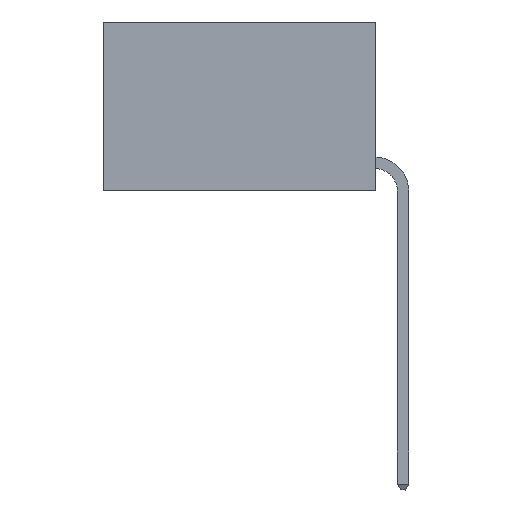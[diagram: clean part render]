
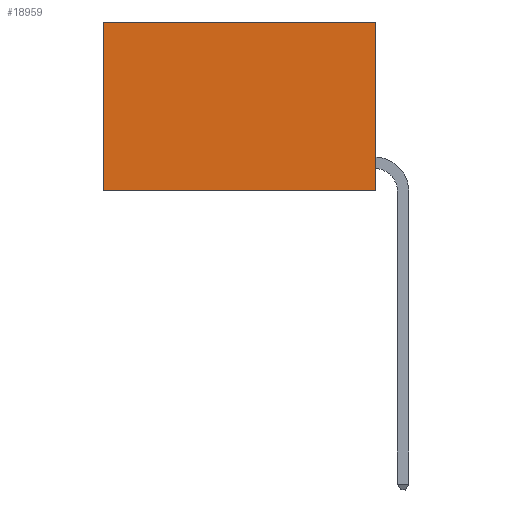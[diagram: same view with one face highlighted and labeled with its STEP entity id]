
A CAD part, left-side view. The second image highlights one B-rep face of the part: STEP entity #18959.
In plain terms, the highlighted planar face has unit normal (-1, 0, 0).
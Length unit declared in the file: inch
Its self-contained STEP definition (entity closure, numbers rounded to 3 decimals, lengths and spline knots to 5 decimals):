
#249 = CARTESIAN_POINT ( 'NONE',  ( 0.2625, 0., 0. ) ) ;
#1354 = CARTESIAN_POINT ( 'NONE',  ( 0.2625, 0.6, 0. ) ) ;
#1375 = VERTEX_POINT ( 'NONE', #4085 ) ;
#1838 = PLANE ( 'NONE',  #10860 ) ;
#1880 = LINE ( 'NONE', #5866, #10833 ) ;
#2744 = ORIENTED_EDGE ( 'NONE', *, *, #15521, .F. ) ;
#3544 = LINE ( 'NONE', #249, #13137 ) ;
#3898 = CARTESIAN_POINT ( 'NONE',  ( 0.2625, 0.6, -0.37 ) ) ;
#3936 = VERTEX_POINT ( 'NONE', #7811 ) ;
#4085 = CARTESIAN_POINT ( 'NONE',  ( 0.2625, 0.6, 0. ) ) ;
#4162 = EDGE_LOOP ( 'NONE', ( #22282, #2744, #20144, #16448 ) ) ;
#5848 = LINE ( 'NONE', #21131, #14872 ) ;
#5866 = CARTESIAN_POINT ( 'NONE',  ( 0.2625, 0., -0.37 ) ) ;
#7214 = DIRECTION ( 'NONE',  ( 0., 0., -1. ) ) ;
#7811 = CARTESIAN_POINT ( 'NONE',  ( 0.2625, 0., 0. ) ) ;
#9507 = DIRECTION ( 'NONE',  ( 0., 1., 0. ) ) ;
#10532 = DIRECTION ( 'NONE',  ( 0., 0., -1. ) ) ;
#10833 = VECTOR ( 'NONE', #9507, 39.37008 ) ;
#10860 = AXIS2_PLACEMENT_3D ( 'NONE', #19616, #17945, #7214 ) ;
#10960 = LINE ( 'NONE', #1354, #16297 ) ;
#11080 = CARTESIAN_POINT ( 'NONE',  ( 0.2625, 0., -0.37 ) ) ;
#12088 = DIRECTION ( 'NONE',  ( 0., 0., -1. ) ) ;
#12798 = EDGE_CURVE ( 'NONE', #3936, #20899, #5848, .T. ) ;
#12808 = DIRECTION ( 'NONE',  ( 0., 1., 0. ) ) ;
#13137 = VECTOR ( 'NONE', #12808, 39.37008 ) ;
#14872 = VECTOR ( 'NONE', #10532, 39.37008 ) ;
#15411 = EDGE_CURVE ( 'NONE', #3936, #1375, #3544, .T. ) ;
#15521 = EDGE_CURVE ( 'NONE', #20899, #16094, #1880, .T. ) ;
#16094 = VERTEX_POINT ( 'NONE', #3898 ) ;
#16297 = VECTOR ( 'NONE', #12088, 39.37008 ) ;
#16448 = ORIENTED_EDGE ( 'NONE', *, *, #15411, .T. ) ;
#16884 = FACE_OUTER_BOUND ( 'NONE', #4162, .T. ) ;
#17945 = DIRECTION ( 'NONE',  ( 1., 0., 0. ) ) ;
#18959 = ADVANCED_FACE ( 'NONE', ( #16884 ), #1838, .F. ) ;
#19441 = EDGE_CURVE ( 'NONE', #1375, #16094, #10960, .T. ) ;
#19616 = CARTESIAN_POINT ( 'NONE',  ( 0.2625, 0., 0. ) ) ;
#20144 = ORIENTED_EDGE ( 'NONE', *, *, #12798, .F. ) ;
#20899 = VERTEX_POINT ( 'NONE', #11080 ) ;
#21131 = CARTESIAN_POINT ( 'NONE',  ( 0.2625, 0., 0. ) ) ;
#22282 = ORIENTED_EDGE ( 'NONE', *, *, #19441, .T. ) ;
